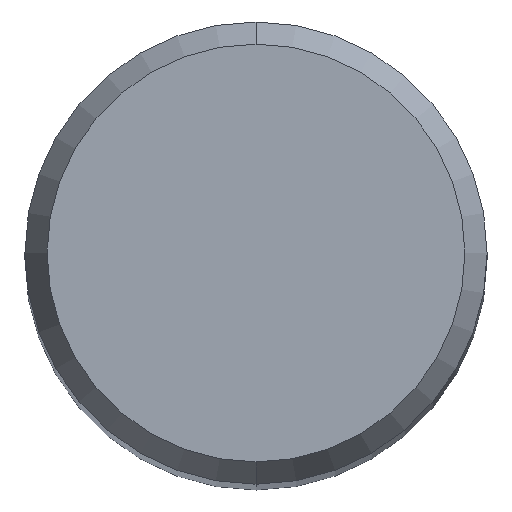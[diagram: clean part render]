
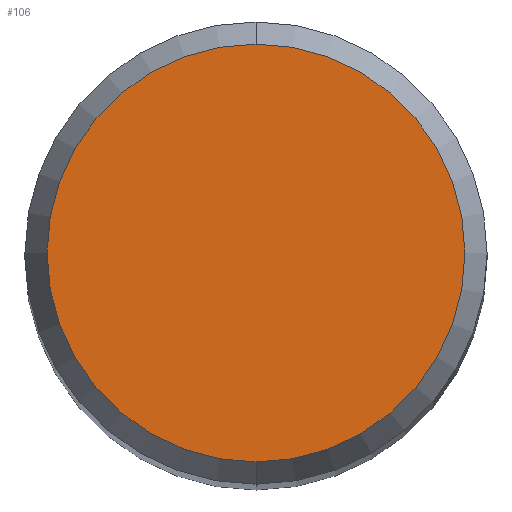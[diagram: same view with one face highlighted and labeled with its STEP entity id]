
A CAD part, top view. The second image highlights one B-rep face of the part: STEP entity #106.
In plain terms, the highlighted planar face has unit normal (0, 0, 1).
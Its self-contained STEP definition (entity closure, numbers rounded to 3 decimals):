
#106=ADVANCED_FACE('',(#245),#246,.T.);
#118=VERTEX_POINT('',#260);
#122=VERTEX_POINT('',#265);
#128=EDGE_CURVE('',#118,#122,#271,.T.);
#152=EDGE_CURVE('',#122,#118,#299,.T.);
#245=FACE_OUTER_BOUND('',#394,.T.);
#246=PLANE('',#395);
#260=CARTESIAN_POINT('',(0.0,2.158,0.01));
#265=CARTESIAN_POINT('',(0.,-2.158,0.01));
#271=CIRCLE('',#425,2.158);
#299=CIRCLE('',#459,2.158);
#394=EDGE_LOOP('',(#566,#567));
#395=AXIS2_PLACEMENT_3D('',#568,#569,#570);
#425=AXIS2_PLACEMENT_3D('',#599,#600,#601);
#459=AXIS2_PLACEMENT_3D('',#646,#647,#648);
#566=ORIENTED_EDGE('',*,*,#128,.F.);
#567=ORIENTED_EDGE('',*,*,#152,.F.);
#568=CARTESIAN_POINT('',(0.0,1.079,0.01));
#569=DIRECTION('',(-0.0,0.0,1.0));
#570=DIRECTION('',(0.0,-1.0,0.0));
#599=CARTESIAN_POINT('',(0.0,0.0,0.01));
#600=DIRECTION('',(0.0,0.0,-1.0));
#601=DIRECTION('',(0.0,1.0,0.0));
#646=CARTESIAN_POINT('',(0.0,0.0,0.01));
#647=DIRECTION('',(0.0,0.0,-1.0));
#648=DIRECTION('',(0.0,1.0,0.0));
